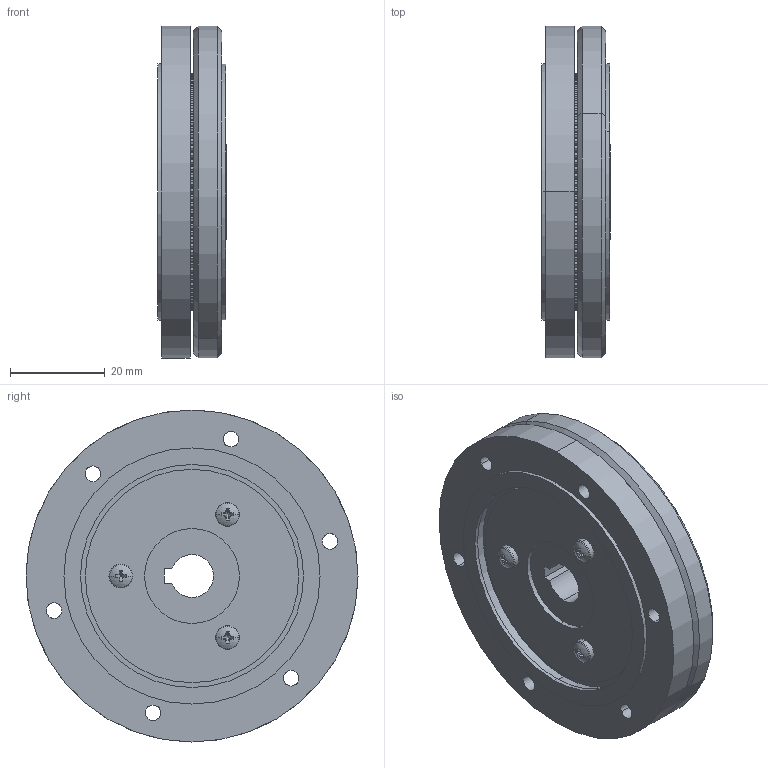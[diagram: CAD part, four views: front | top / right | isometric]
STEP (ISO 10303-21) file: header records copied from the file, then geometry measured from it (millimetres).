
FILE_DESCRIPTION (( 'STEP AP214' ), '1' );
FILE_NAME ('HDF-020-001.STEP', '2018-03-14T16:19:38', ( '' ), ( '' ), 'SwSTEP 2.0', 'SolidWorks 2017', '' );
FILE_SCHEMA (( 'AUTOMOTIVE_DESIGN' ));
Length unit declared in the file: millimetre
Products named in the file (7): HDF-020-006; HDF-020-003; HDF-020-005; HDF-020-001; HDF-020-004; HDF-020-002; pan cross head_am_B18.6.7M - M2.5 x 0.45 x 3 Type I Cross Recessed PHMS --3N
Assembly tree (8 placements, depth 2):
  HDF-020-001
    HDF-020-003
    HDF-020-004
    HDF-020-005
    HDF-020-006
    pan cross head_am_B18.6.7M - M2.5 x 0.45 x 3 Type I Cross Recessed PHMS --3N  x3
    HDF-020-002
Bounding box: 14.47 x 70 x 70 mm (x, y, z)
Volume: 40031.3 mm3; surface area: 27381.1 mm2
Topology: 8 solids, 8 shells, 1902 faces, 5184 edges, 3308 vertices
Faces by surface type: plane 980, cylinder 695, torus 208, bspline 9, sphere 6, cone 4
Entity records: 68720 total; most frequent: CARTESIAN_POINT 20387, ORIENTED_EDGE 10168, DIRECTION 9297, EDGE_CURVE 5084, VECTOR 3249, LINE 3249, VERTEX_POINT 3248, AXIS2_PLACEMENT_3D 3024
